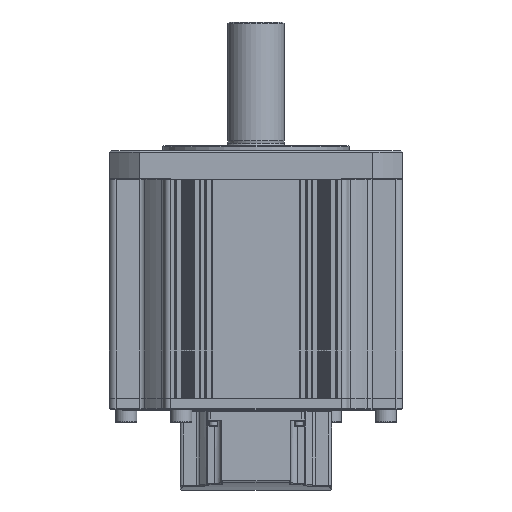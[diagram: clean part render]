
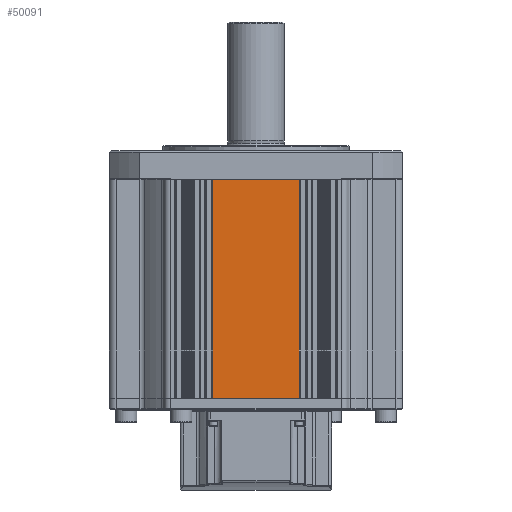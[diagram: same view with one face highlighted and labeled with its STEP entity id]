
A CAD part, front view. The second image highlights one B-rep face of the part: STEP entity #50091.
In plain terms, the highlighted planar face has unit normal (0, -1, 0).
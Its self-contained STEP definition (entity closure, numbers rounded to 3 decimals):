
#30626 = PLANE ( 'NONE',  #45951 ) ;
#30676 = FACE_OUTER_BOUND ( 'NONE', #61153, .T. ) ;
#30709 = DIRECTION ( 'NONE',  ( 0., 1., 0. ) ) ;
#30725 = CARTESIAN_POINT ( 'NONE',  ( 26.5, -90., 0. ) ) ;
#30736 = DIRECTION ( 'NONE',  ( -1., 0., 0. ) ) ;
#30741 = CARTESIAN_POINT ( 'NONE',  ( 26.5, -90., 0. ) ) ;
#30888 = CARTESIAN_POINT ( 'NONE',  ( -26.5, -90., 0. ) ) ;
#45951 = AXIS2_PLACEMENT_3D ( 'NONE', #30741, #30709, #30736 ) ;
#49215 = EDGE_CURVE ( 'NONE', #104814, #104691, #102228, .T. ) ;
#50091 = ADVANCED_FACE ( 'NONE', ( #30676 ), #30626, .F. ) ;
#59050 = VECTOR ( 'NONE', #102277, 1000. ) ;
#61153 = EDGE_LOOP ( 'NONE', ( #107652, #107562, #107664, #107654 ) ) ;
#68102 = VERTEX_POINT ( 'NONE', #86943 ) ;
#68193 = VERTEX_POINT ( 'NONE', #86916 ) ;
#78931 = CARTESIAN_POINT ( 'NONE',  ( 26.5, -90., 0. ) ) ;
#78975 = DIRECTION ( 'NONE',  ( 0., 0., -1. ) ) ;
#78984 = LINE ( 'NONE', #78931, #112368 ) ;
#79020 = CARTESIAN_POINT ( 'NONE',  ( -26.5, -90., 0. ) ) ;
#79047 = DIRECTION ( 'NONE',  ( 0., 0., -1. ) ) ;
#79063 = LINE ( 'NONE', #79020, #112365 ) ;
#79153 = DIRECTION ( 'NONE',  ( 1., 0., 0. ) ) ;
#79180 = CARTESIAN_POINT ( 'NONE',  ( 26.5, -90., -134. ) ) ;
#79193 = LINE ( 'NONE', #79180, #112340 ) ;
#86916 = CARTESIAN_POINT ( 'NONE',  ( 26.5, -90., -134. ) ) ;
#86943 = CARTESIAN_POINT ( 'NONE',  ( -26.5, -90., -134. ) ) ;
#94571 = EDGE_CURVE ( 'NONE', #104691, #68193, #78984, .T. ) ;
#94613 = EDGE_CURVE ( 'NONE', #104814, #68102, #79063, .T. ) ;
#94666 = EDGE_CURVE ( 'NONE', #68102, #68193, #79193, .T. ) ;
#102203 = CARTESIAN_POINT ( 'NONE',  ( 0., -90., 0. ) ) ;
#102228 = LINE ( 'NONE', #102203, #59050 ) ;
#102277 = DIRECTION ( 'NONE',  ( 1., 0., 0. ) ) ;
#104691 = VERTEX_POINT ( 'NONE', #30725 ) ;
#104814 = VERTEX_POINT ( 'NONE', #30888 ) ;
#107562 = ORIENTED_EDGE ( 'NONE', *, *, #94571, .F. ) ;
#107652 = ORIENTED_EDGE ( 'NONE', *, *, #94666, .T. ) ;
#107654 = ORIENTED_EDGE ( 'NONE', *, *, #94613, .T. ) ;
#107664 = ORIENTED_EDGE ( 'NONE', *, *, #49215, .F. ) ;
#112340 = VECTOR ( 'NONE', #79153, 1000. ) ;
#112365 = VECTOR ( 'NONE', #79047, 1000. ) ;
#112368 = VECTOR ( 'NONE', #78975, 1000. ) ;
